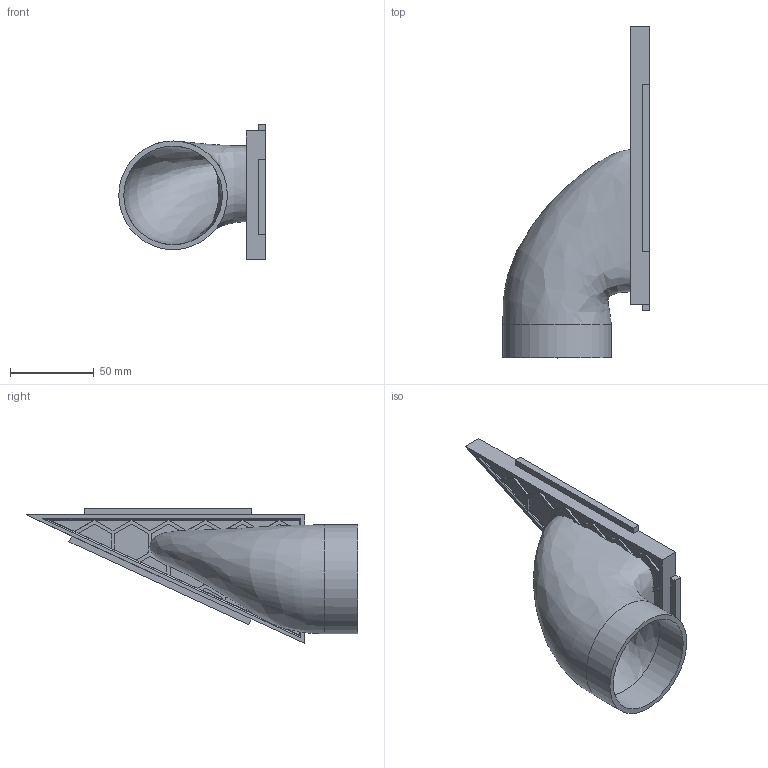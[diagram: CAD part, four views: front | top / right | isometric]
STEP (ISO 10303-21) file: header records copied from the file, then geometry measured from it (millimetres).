
FILE_DESCRIPTION(/* description */ ('','CAx-IF Rec.Pracs.---Representation and Presentation of Product Manufacturing Information (PMI)---4.0---2014-10-13'),/* implementation_level */ '2;1');
FILE_NAME(/* name */ 'BoxTurtle_UpperSideSkirt_HeaterConnect.step',/* time_stamp */ '2025-01-10T11:33:15+08:00',/* author */ (''),/* organization */ (''),/* preprocessor_version */ 'ST-DEVELOPER v20',/* originating_system */ 'Autodesk Translation Framework v13.20.0.188',/* authorisation */ '');
FILE_SCHEMA (('AP242_MANAGED_MODEL_BASED_3D_ENGINEERING_MIM_LF { 1 0 10303 442 1 1 4 }'));
Length unit declared in the file: millimetre
Products named in the file (4): BoxTurtle_UpperSideSkirtLeft_HeaterConnect; OuterRim; NoHeaterPlate; HeaterPlate (1)
Assembly tree (3 placements, depth 2):
  BoxTurtle_UpperSideSkirtLeft_HeaterConnect
    OuterRim
    NoHeaterPlate
    HeaterPlate (1)
Bounding box: 87.6 x 198.43 x 80.58 mm (x, y, z)
Volume: 123377.7 mm3; surface area: 80303.3 mm2
Topology: 3 solids, 3 shells, 326 faces, 851 edges, 566 vertices
Faces by surface type: plane 205, cylinder 108, bspline 13
Full cylindrical faces by diameter (mm): 6 x27, 59 x1, 65 x1
Entity records: 12368 total; most frequent: CARTESIAN_POINT 4113, ORIENTED_EDGE 1702, DIRECTION 1660, EDGE_CURVE 851, LINE 588, VECTOR 588, VERTEX_POINT 566, AXIS2_PLACEMENT_3D 536
